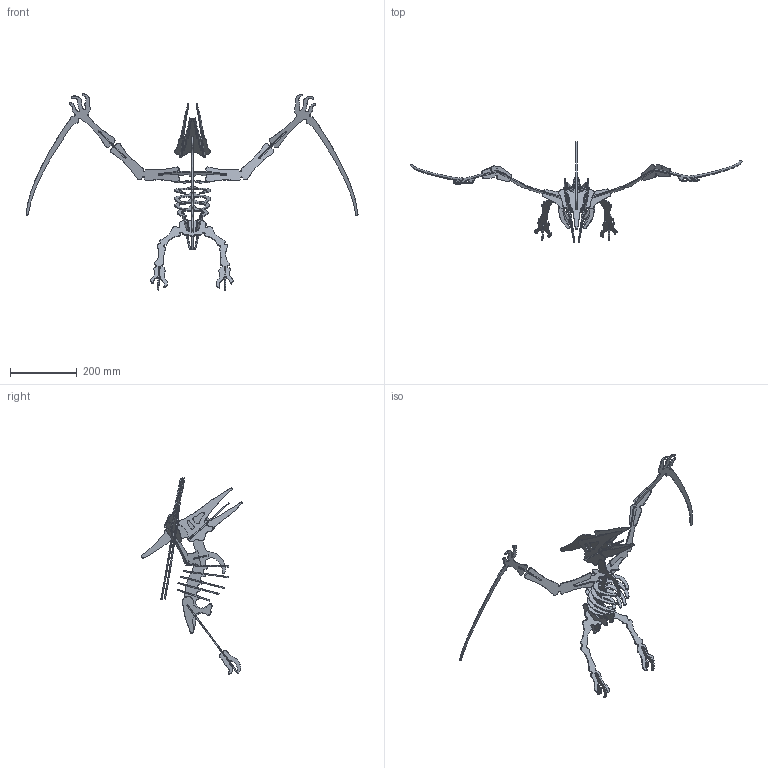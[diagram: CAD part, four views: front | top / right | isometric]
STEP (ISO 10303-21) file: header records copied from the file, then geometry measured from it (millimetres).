
FILE_DESCRIPTION (( 'STEP AP203' ), '1' );
FILE_NAME ('Flying Dinosaur Assembly.STEP', '2013-06-11T21:36:57', ( 'BNSFUser' ), ( 'Hewlett-Packard Company' ), 'SwSTEP 2.0', 'SolidWorks 2013', '' );
FILE_SCHEMA (( 'CONFIG_CONTROL_DESIGN' ));
Length unit declared in the file: inch
Products named in the file (15): Flying Dinosaur Main; FD 1; FD 2; FD 3; FD 4; FD 5; FD 6; FD 7; FD 8; FD 9; FD 10; FD 11; FD 12; FD 13; Flying Dinosaur Assembly
Assembly tree (23 placements, depth 2):
  Flying Dinosaur Assembly
    Flying Dinosaur Main
    FD 1
    FD 2  x2
    FD 3  x2
    FD 4
    FD 5  x2
    FD 6  x2
    FD 7  x2
    FD 8  x2
    FD 9  x2
    FD 10
    FD 11
    FD 12  x2
    FD 13  x2
Bounding box: 995.73 x 302.19 x 589.66 mm (x, y, z)
Volume: 431799.1 mm3; surface area: 323816.6 mm2
Topology: 23 solids, 23 shells, 1757 faces, 5133 edges, 3422 vertices
Faces by surface type: cylinder 1129, plane 628
Entity records: 42196 total; most frequent: DIRECTION 7453, CARTESIAN_POINT 7044, ORIENTED_EDGE 6990, EDGE_CURVE 3495, AXIS2_PLACEMENT_3D 2739, VERTEX_POINT 2330, LINE 1975, VECTOR 1975
